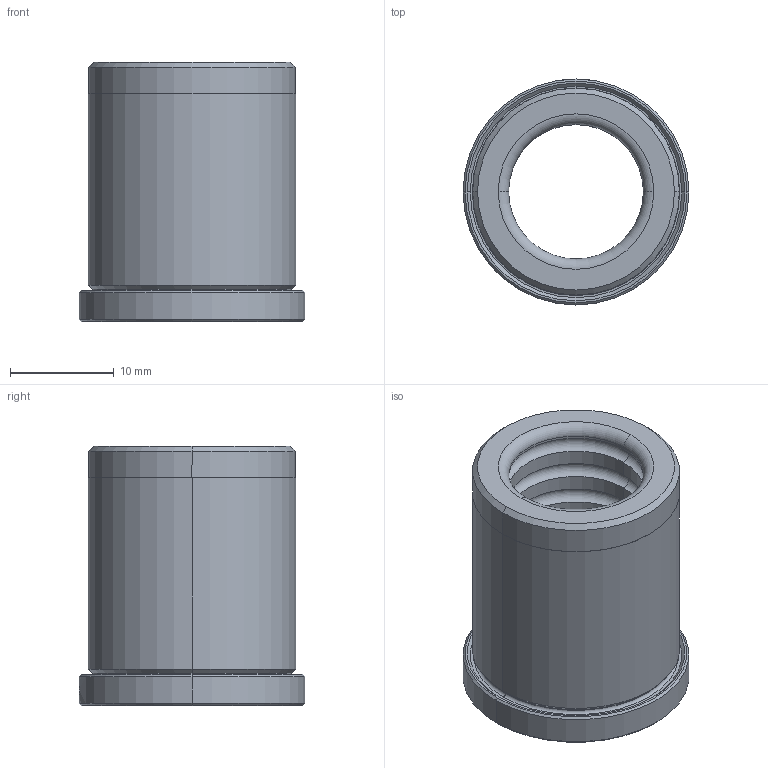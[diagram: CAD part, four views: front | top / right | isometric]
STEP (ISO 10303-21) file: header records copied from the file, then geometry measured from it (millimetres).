
FILE_DESCRIPTION (( 'STEP AP214' ), '1' );
FILE_NAME ('SGHZ-D20-d13-25.step', '2021-07-31T06:13:48', ( 'User' ), ( 'china' ), 'SwSTEP 2.0', 'SolidWorks 2016', '' );
FILE_SCHEMA (( 'AUTOMOTIVE_DESIGN' ));
Length unit declared in the file: millimetre
Products named in the file (1): SGHZ-D20-d13-25
Bounding box: 21.8 x 21.8 x 25 mm (x, y, z)
Volume: 4379.9 mm3; surface area: 3370.6 mm2
Topology: 1 solids, 1 shells, 83 faces, 180 edges, 104 vertices
Faces by surface type: cylinder 38, torus 22, plane 13, cone 10
Entity records: 2430 total; most frequent: CARTESIAN_POINT 568, DIRECTION 418, ORIENTED_EDGE 360, EDGE_CURVE 180, AXIS2_PLACEMENT_3D 178, VERTEX_POINT 104, CIRCLE 94, EDGE_LOOP 90
